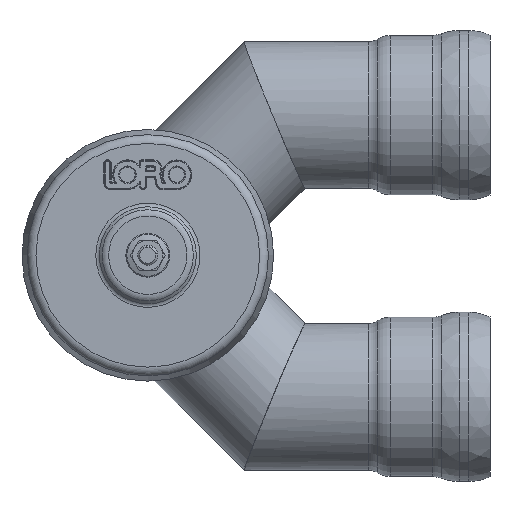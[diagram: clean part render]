
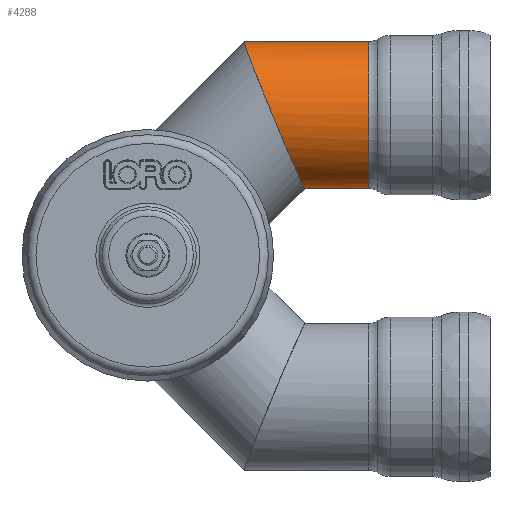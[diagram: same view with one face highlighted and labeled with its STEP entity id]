
A CAD part, top view. The second image highlights one B-rep face of the part: STEP entity #4288.
In plain terms, the highlighted cylindrical face has radius 365 mm (diameter 730 mm), a full revolution.
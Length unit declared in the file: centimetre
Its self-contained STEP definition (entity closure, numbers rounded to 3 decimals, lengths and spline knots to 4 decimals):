
#30=ELLIPSE('',#4644,39.5209,36.5);
#203=CYLINDRICAL_SURFACE('',#4670,36.5);
#296=LINE('',#7657,#493);
#493=VECTOR('',#5493,36.5);
#786=FACE_OUTER_BOUND('',#1091,.T.);
#1091=EDGE_LOOP('',(#3031,#3032,#3033,#3034,#3035));
#1447=CIRCLE('',#4668,36.5);
#1448=CIRCLE('',#4669,36.5);
#1829=VERTEX_POINT('',#7558);
#1843=VERTEX_POINT('',#7651);
#1844=VERTEX_POINT('',#7653);
#2251=EDGE_CURVE('',#1829,#1829,#30,.T.);
#2272=EDGE_CURVE('',#1844,#1843,#1447,.T.);
#2273=EDGE_CURVE('',#1843,#1844,#1448,.T.);
#2274=EDGE_CURVE('',#1829,#1844,#296,.T.);
#3031=ORIENTED_EDGE('',*,*,#2251,.T.);
#3032=ORIENTED_EDGE('',*,*,#2274,.T.);
#3033=ORIENTED_EDGE('',*,*,#2272,.T.);
#3034=ORIENTED_EDGE('',*,*,#2273,.T.);
#3035=ORIENTED_EDGE('',*,*,#2274,.F.);
#4288=ADVANCED_FACE('',(#786),#203,.T.);
#4644=AXIS2_PLACEMENT_3D('',#7559,#5437,#5438);
#4668=AXIS2_PLACEMENT_3D('',#7654,#5487,#5488);
#4669=AXIS2_PLACEMENT_3D('',#7655,#5489,#5490);
#4670=AXIS2_PLACEMENT_3D('',#7656,#5491,#5492);
#5437=DIRECTION('center_axis',(0.924,0.383,0.026));
#5438=DIRECTION('ref_axis',(-0.383,0.921,0.063));
#5487=DIRECTION('center_axis',(-1.,0.,0.));
#5488=DIRECTION('ref_axis',(0.,-1.,0.));
#5489=DIRECTION('center_axis',(-1.,0.,0.));
#5490=DIRECTION('ref_axis',(0.,-1.,0.));
#5491=DIRECTION('center_axis',(-1.,0.,0.));
#5492=DIRECTION('ref_axis',(0.,1.,0.));
#5493=DIRECTION('',(1.,0.,0.));
#7558=CARTESIAN_POINT('',(141.7543,196.782,25.));
#7559=CARTESIAN_POINT('Origin',(126.6355,233.282,25.));
#7651=CARTESIAN_POINT('',(173.3289,233.282,61.5));
#7653=CARTESIAN_POINT('',(173.3289,196.782,25.));
#7654=CARTESIAN_POINT('Origin',(173.3289,233.282,25.));
#7655=CARTESIAN_POINT('Origin',(173.3289,233.282,25.));
#7656=CARTESIAN_POINT('Origin',(164.4802,233.282,25.));
#7657=CARTESIAN_POINT('',(164.4802,196.782,25.));
